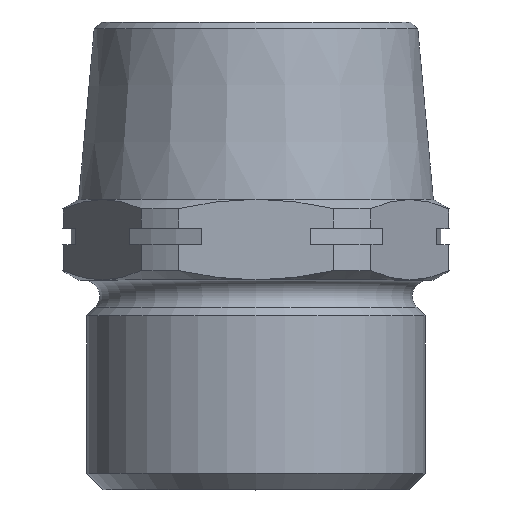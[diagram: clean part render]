
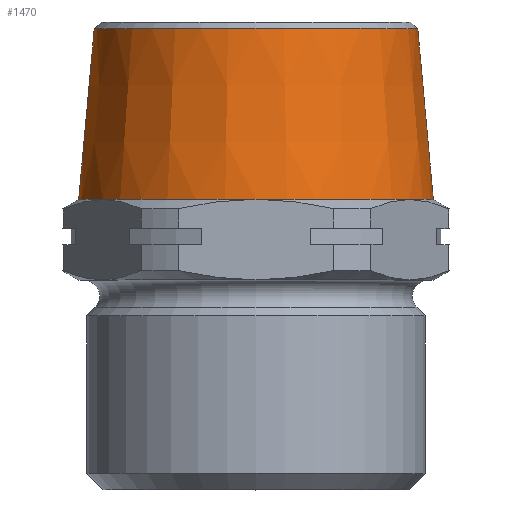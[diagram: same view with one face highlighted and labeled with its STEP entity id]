
A CAD part, top view. The second image highlights one B-rep face of the part: STEP entity #1470.
In plain terms, the highlighted conical face has half-angle 5.194 degrees and reference radius 11 mm.
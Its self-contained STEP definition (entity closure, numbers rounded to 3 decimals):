
#390=ORIENTED_EDGE('',*,*,#637,.T.);
#391=ORIENTED_EDGE('',*,*,#616,.F.);
#392=ORIENTED_EDGE('',*,*,#630,.F.);
#393=ORIENTED_EDGE('',*,*,#627,.F.);
#394=ORIENTED_EDGE('',*,*,#624,.F.);
#395=ORIENTED_EDGE('',*,*,#621,.F.);
#396=ORIENTED_EDGE('',*,*,#618,.F.);
#616=EDGE_CURVE('',#725,#726,#787,.T.);
#618=EDGE_CURVE('',#726,#727,#788,.T.);
#621=EDGE_CURVE('',#727,#728,#789,.T.);
#624=EDGE_CURVE('',#728,#729,#790,.T.);
#627=EDGE_CURVE('',#729,#730,#791,.T.);
#630=EDGE_CURVE('',#730,#725,#792,.T.);
#637=EDGE_CURVE('',#735,#735,#797,.T.);
#725=VERTEX_POINT('',#2199);
#726=VERTEX_POINT('',#2201);
#727=VERTEX_POINT('',#2208);
#728=VERTEX_POINT('',#2219);
#729=VERTEX_POINT('',#2230);
#730=VERTEX_POINT('',#2241);
#735=VERTEX_POINT('',#2274);
#787=CIRCLE('',#1571,11.);
#788=CIRCLE('',#1573,11.);
#789=CIRCLE('',#1575,11.);
#790=CIRCLE('',#1577,11.);
#791=CIRCLE('',#1579,11.);
#792=CIRCLE('',#1581,11.);
#797=CIRCLE('',#1591,10.036);
#857=EDGE_LOOP('',(#390));
#858=EDGE_LOOP('',(#391,#392,#393,#394,#395,#396));
#935=FACE_BOUND('',#857,.T.);
#936=FACE_BOUND('',#858,.T.);
#976=CONICAL_SURFACE('',#1590,11.,0.091);
#1470=ADVANCED_FACE('',(#935,#936),#976,.T.);
#1571=AXIS2_PLACEMENT_3D('',#2200,#1837,#1838);
#1573=AXIS2_PLACEMENT_3D('',#2207,#1841,#1842);
#1575=AXIS2_PLACEMENT_3D('',#2218,#1845,#1846);
#1577=AXIS2_PLACEMENT_3D('',#2229,#1849,#1850);
#1579=AXIS2_PLACEMENT_3D('',#2240,#1853,#1854);
#1581=AXIS2_PLACEMENT_3D('',#2251,#1857,#1858);
#1590=AXIS2_PLACEMENT_3D('',#2272,#1875,#1876);
#1591=AXIS2_PLACEMENT_3D('',#2273,#1877,#1878);
#1837=DIRECTION('',(0.,-1.,0.));
#1838=DIRECTION('',(1.,0.,0.));
#1841=DIRECTION('',(0.,-1.,0.));
#1842=DIRECTION('',(1.,0.,0.));
#1845=DIRECTION('',(0.,-1.,0.));
#1846=DIRECTION('',(1.,0.,0.));
#1849=DIRECTION('',(0.,-1.,0.));
#1850=DIRECTION('',(1.,0.,0.));
#1853=DIRECTION('',(0.,-1.,0.));
#1854=DIRECTION('',(1.,0.,0.));
#1857=DIRECTION('',(0.,-1.,0.));
#1858=DIRECTION('',(1.,0.,0.));
#1875=DIRECTION('',(0.,-1.,0.));
#1876=DIRECTION('',(1.,0.,0.));
#1877=DIRECTION('',(0.,-1.,0.));
#1878=DIRECTION('',(1.,0.,0.));
#2199=CARTESIAN_POINT('',(-9.526,18.,5.5));
#2200=CARTESIAN_POINT('',(0.,18.,0.));
#2201=CARTESIAN_POINT('',(-9.526,18.,-5.5));
#2207=CARTESIAN_POINT('',(0.,18.,0.));
#2208=CARTESIAN_POINT('',(0.,18.,-11.));
#2218=CARTESIAN_POINT('',(0.,18.,0.));
#2219=CARTESIAN_POINT('',(9.526,18.,-5.5));
#2229=CARTESIAN_POINT('',(0.,18.,0.));
#2230=CARTESIAN_POINT('',(9.526,18.,5.5));
#2240=CARTESIAN_POINT('',(0.,18.,0.));
#2241=CARTESIAN_POINT('',(0.,18.,11.));
#2251=CARTESIAN_POINT('',(0.,18.,0.));
#2272=CARTESIAN_POINT('',(0.,18.,0.));
#2273=CARTESIAN_POINT('',(0.,28.602,0.));
#2274=CARTESIAN_POINT('',(10.036,28.602,0.));
